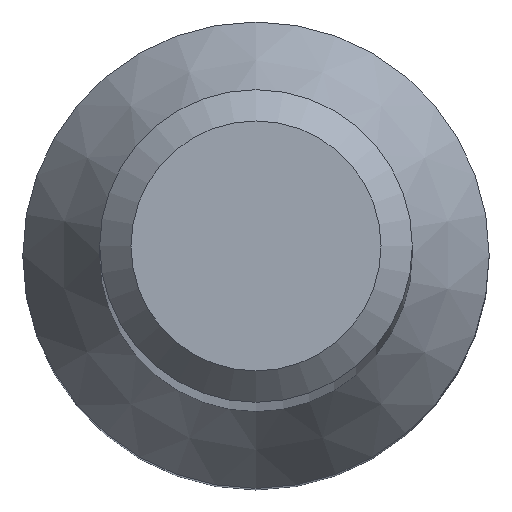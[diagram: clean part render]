
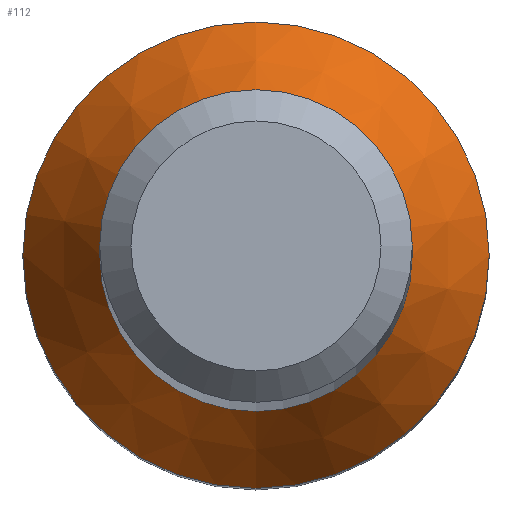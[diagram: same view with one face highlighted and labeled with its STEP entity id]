
A CAD part, top view. The second image highlights one B-rep face of the part: STEP entity #112.
In plain terms, the highlighted conical face has half-angle 30 degrees and reference radius 2.984 mm.
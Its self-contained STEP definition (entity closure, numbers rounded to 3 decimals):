
#1 = CARTESIAN_POINT ( 'NONE',  ( 0., 0., 13.992 ) ) ;
#15 = ORIENTED_EDGE ( 'NONE', *, *, #133, .T. ) ;
#22 = DIRECTION ( 'NONE',  ( 0., 0., -1. ) ) ;
#24 = DIRECTION ( 'NONE',  ( 0., 0., -1. ) ) ;
#46 = CIRCLE ( 'NONE', #98, 2. ) ;
#58 = EDGE_LOOP ( 'NONE', ( #132 ) ) ;
#68 = VERTEX_POINT ( 'NONE', #69 ) ;
#69 = CARTESIAN_POINT ( 'NONE',  ( 0., 2., 13.992 ) ) ;
#75 = EDGE_LOOP ( 'NONE', ( #15 ) ) ;
#92 = FACE_BOUND ( 'NONE', #75, .T. ) ;
#98 = AXIS2_PLACEMENT_3D ( 'NONE', #1, #24, #199 ) ;
#112 = ADVANCED_FACE ( 'NONE', ( #92, #153 ), #172, .T. ) ;
#113 = CARTESIAN_POINT ( 'NONE',  ( 0., 0., 12.288 ) ) ;
#114 = DIRECTION ( 'NONE',  ( 0., 0., -1. ) ) ;
#127 = EDGE_CURVE ( 'NONE', #206, #206, #147, .T. ) ;
#132 = ORIENTED_EDGE ( 'NONE', *, *, #127, .F. ) ;
#133 = EDGE_CURVE ( 'NONE', #68, #68, #46, .T. ) ;
#147 = CIRCLE ( 'NONE', #205, 2.984 ) ;
#149 = CARTESIAN_POINT ( 'NONE',  ( 0., 0., 12.288 ) ) ;
#153 = FACE_OUTER_BOUND ( 'NONE', #58, .T. ) ;
#160 = AXIS2_PLACEMENT_3D ( 'NONE', #149, #22, #170 ) ;
#162 = CARTESIAN_POINT ( 'NONE',  ( 0., 2.984, 12.288 ) ) ;
#170 = DIRECTION ( 'NONE',  ( 0., 1., 0. ) ) ;
#172 = CONICAL_SURFACE ( 'NONE', #160, 2.984, 0.524 ) ;
#173 = DIRECTION ( 'NONE',  ( 0., 1., 0. ) ) ;
#199 = DIRECTION ( 'NONE',  ( 0., 1., 0. ) ) ;
#205 = AXIS2_PLACEMENT_3D ( 'NONE', #113, #114, #173 ) ;
#206 = VERTEX_POINT ( 'NONE', #162 ) ;
